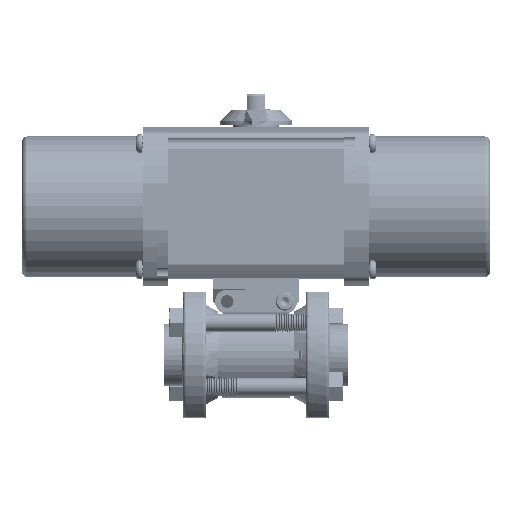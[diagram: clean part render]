
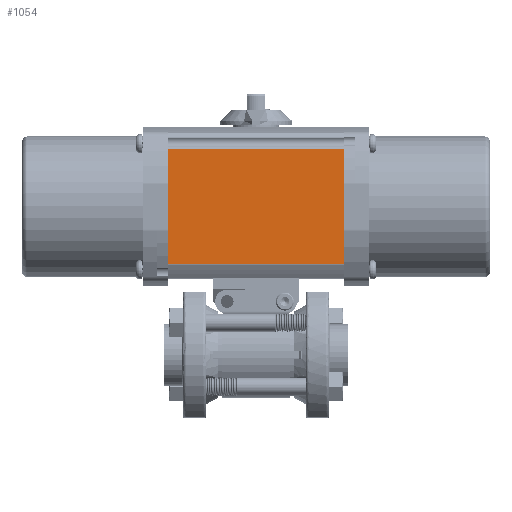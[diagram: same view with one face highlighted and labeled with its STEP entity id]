
A CAD part, top view. The second image highlights one B-rep face of the part: STEP entity #1054.
In plain terms, the highlighted planar face has unit normal (0, 0, 1).
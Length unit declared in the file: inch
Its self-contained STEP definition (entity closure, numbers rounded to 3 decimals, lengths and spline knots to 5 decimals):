
#1054 = ADVANCED_FACE ( 'NONE', ( #80332 ), #161510, .F. ) ;
#2630 = VERTEX_POINT ( 'NONE', #179339 ) ;
#6262 = ORIENTED_EDGE ( 'NONE', *, *, #109940, .T. ) ;
#13460 = VECTOR ( 'NONE', #42232, 39.37008 ) ;
#23261 = LINE ( 'NONE', #160665, #153438 ) ;
#39366 = CARTESIAN_POINT ( 'NONE',  ( -1.5275, 3.56213, 1.17 ) ) ;
#42232 = DIRECTION ( 'NONE',  ( -1., 0., 0. ) ) ;
#55628 = VECTOR ( 'NONE', #193622, 39.37008 ) ;
#56880 = CARTESIAN_POINT ( 'NONE',  ( -5.04033, 1.56787, 1.17 ) ) ;
#58364 = CARTESIAN_POINT ( 'NONE',  ( 1.5275, 3.56213, 1.17 ) ) ;
#59776 = DIRECTION ( 'NONE',  ( 0., 0., -1. ) ) ;
#60426 = DIRECTION ( 'NONE',  ( 0., -1., 0. ) ) ;
#76518 = LINE ( 'NONE', #56880, #206680 ) ;
#80332 = FACE_OUTER_BOUND ( 'NONE', #142738, .T. ) ;
#83871 = EDGE_CURVE ( 'NONE', #111392, #2630, #23261, .T. ) ;
#85373 = ORIENTED_EDGE ( 'NONE', *, *, #189187, .T. ) ;
#86682 = CARTESIAN_POINT ( 'NONE',  ( -1.5275, 1.56787, 1.17 ) ) ;
#103848 = LINE ( 'NONE', #212256, #13460 ) ;
#109940 = EDGE_CURVE ( 'NONE', #183245, #2630, #76518, .T. ) ;
#110346 = CARTESIAN_POINT ( 'NONE',  ( -5.04033, 3.5694, 1.17 ) ) ;
#111392 = VERTEX_POINT ( 'NONE', #58364 ) ;
#123344 = VERTEX_POINT ( 'NONE', #39366 ) ;
#124460 = DIRECTION ( 'NONE',  ( 1., 0., 0. ) ) ;
#142054 = ORIENTED_EDGE ( 'NONE', *, *, #83871, .F. ) ;
#142738 = EDGE_LOOP ( 'NONE', ( #142054, #85373, #215820, #6262 ) ) ;
#149785 = EDGE_CURVE ( 'NONE', #183245, #123344, #151283, .T. ) ;
#151283 = LINE ( 'NONE', #176537, #55628 ) ;
#153438 = VECTOR ( 'NONE', #60426, 39.37008 ) ;
#160665 = CARTESIAN_POINT ( 'NONE',  ( 1.5275, 3.5694, 1.17 ) ) ;
#161510 = PLANE ( 'NONE',  #166503 ) ;
#166503 = AXIS2_PLACEMENT_3D ( 'NONE', #110346, #59776, #178579 ) ;
#176537 = CARTESIAN_POINT ( 'NONE',  ( -1.5275, 3.5694, 1.17 ) ) ;
#178579 = DIRECTION ( 'NONE',  ( 0., -1., 0. ) ) ;
#179339 = CARTESIAN_POINT ( 'NONE',  ( 1.5275, 1.56787, 1.17 ) ) ;
#183245 = VERTEX_POINT ( 'NONE', #86682 ) ;
#189187 = EDGE_CURVE ( 'NONE', #111392, #123344, #103848, .T. ) ;
#193622 = DIRECTION ( 'NONE',  ( 0., 1., 0. ) ) ;
#206680 = VECTOR ( 'NONE', #124460, 39.37008 ) ;
#212256 = CARTESIAN_POINT ( 'NONE',  ( -5.04033, 3.56213, 1.17 ) ) ;
#215820 = ORIENTED_EDGE ( 'NONE', *, *, #149785, .F. ) ;
